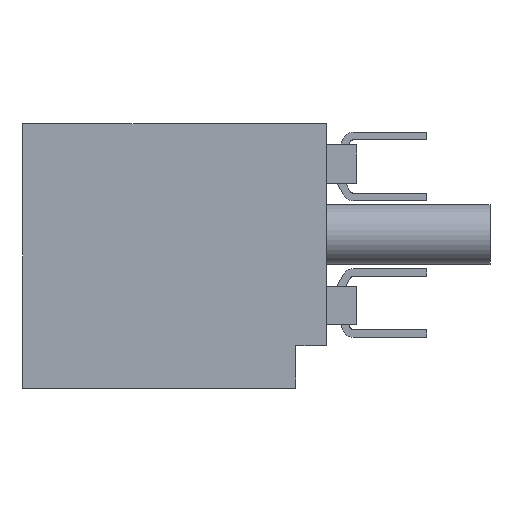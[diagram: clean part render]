
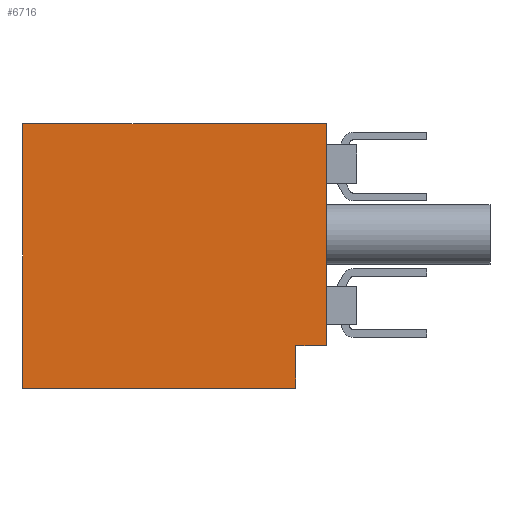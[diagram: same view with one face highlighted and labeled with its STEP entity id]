
A CAD part, left-side view. The second image highlights one B-rep face of the part: STEP entity #6716.
In plain terms, the highlighted planar face has unit normal (-1, 0, 0).
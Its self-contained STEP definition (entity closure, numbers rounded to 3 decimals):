
#6716 = ADVANCED_FACE( '', ( #14089 ), #14090, .T. );
#14089 = FACE_OUTER_BOUND( '', #22274, .T. );
#14090 = PLANE( '', #22275 );
#22274 = EDGE_LOOP( '', ( #44262, #44263, #44264, #44265, #44266, #44267 ) );
#22275 = AXIS2_PLACEMENT_3D( '', #44268, #44269, #44270 );
#44262 = ORIENTED_EDGE( '', *, *, #61530, .F. );
#44263 = ORIENTED_EDGE( '', *, *, #58715, .F. );
#44264 = ORIENTED_EDGE( '', *, *, #61531, .T. );
#44265 = ORIENTED_EDGE( '', *, *, #61532, .F. );
#44266 = ORIENTED_EDGE( '', *, *, #61533, .F. );
#44267 = ORIENTED_EDGE( '', *, *, #57076, .T. );
#44268 = CARTESIAN_POINT( '', ( -26.5, 9.3, -3.65 ) );
#44269 = DIRECTION( '', ( -1., 0., 0. ) );
#44270 = DIRECTION( '', ( 0., 0., 1. ) );
#57076 = EDGE_CURVE( '', #71781, #71782, #71783, .T. );
#58715 = EDGE_CURVE( '', #74253, #74254, #74255, .T. );
#61530 = EDGE_CURVE( '', #74254, #71782, #77972, .T. );
#61531 = EDGE_CURVE( '', #74253, #77973, #77974, .T. );
#61532 = EDGE_CURVE( '', #77975, #77973, #77976, .T. );
#61533 = EDGE_CURVE( '', #71781, #77975, #77977, .T. );
#71781 = VERTEX_POINT( '', #91835 );
#71782 = VERTEX_POINT( '', #91836 );
#71783 = LINE( '', #91837, #91838 );
#74253 = VERTEX_POINT( '', #95415 );
#74254 = VERTEX_POINT( '', #95416 );
#74255 = LINE( '', #95417, #95418 );
#77972 = LINE( '', #100772, #100773 );
#77973 = VERTEX_POINT( '', #100774 );
#77974 = LINE( '', #100775, #100776 );
#77975 = VERTEX_POINT( '', #100777 );
#77976 = LINE( '', #100778, #100779 );
#77977 = LINE( '', #100780, #100781 );
#91835 = CARTESIAN_POINT( '', ( -26.5, 0., 3.65 ) );
#91836 = CARTESIAN_POINT( '', ( -26.5, 10., 3.65 ) );
#91837 = CARTESIAN_POINT( '', ( -26.5, 9.3, 3.65 ) );
#91838 = VECTOR( '', #108865, 1000. );
#95415 = CARTESIAN_POINT( '', ( -26.5, 1.008, -5.05 ) );
#95416 = CARTESIAN_POINT( '', ( -26.5, 10., -5.05 ) );
#95417 = CARTESIAN_POINT( '', ( -26.5, 6.399, -5.05 ) );
#95418 = VECTOR( '', #110609, 1000. );
#100772 = CARTESIAN_POINT( '', ( -26.5, 10., -3.65 ) );
#100773 = VECTOR( '', #113405, 1000. );
#100774 = CARTESIAN_POINT( '', ( -26.5, 1.008, -3.65 ) );
#100775 = CARTESIAN_POINT( '', ( -26.5, 1.008, -5.05 ) );
#100776 = VECTOR( '', #113406, 1000. );
#100777 = CARTESIAN_POINT( '', ( -26.5, 0., -3.65 ) );
#100778 = CARTESIAN_POINT( '', ( -26.5, 9.3, -3.65 ) );
#100779 = VECTOR( '', #113407, 1000. );
#100780 = CARTESIAN_POINT( '', ( -26.5, 0., 3.65 ) );
#100781 = VECTOR( '', #113408, 1000. );
#108865 = DIRECTION( '', ( 0., 1., 0. ) );
#110609 = DIRECTION( '', ( 0., 1., 0. ) );
#113405 = DIRECTION( '', ( 0., 0., 1. ) );
#113406 = DIRECTION( '', ( 0., 0., 1. ) );
#113407 = DIRECTION( '', ( 0., 1., 0. ) );
#113408 = DIRECTION( '', ( 0., 0., -1. ) );
